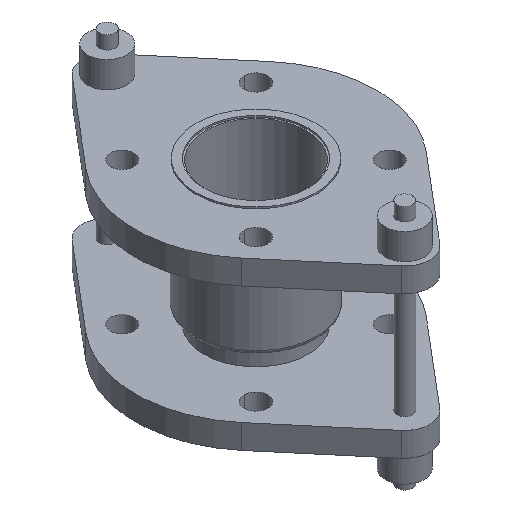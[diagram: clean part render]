
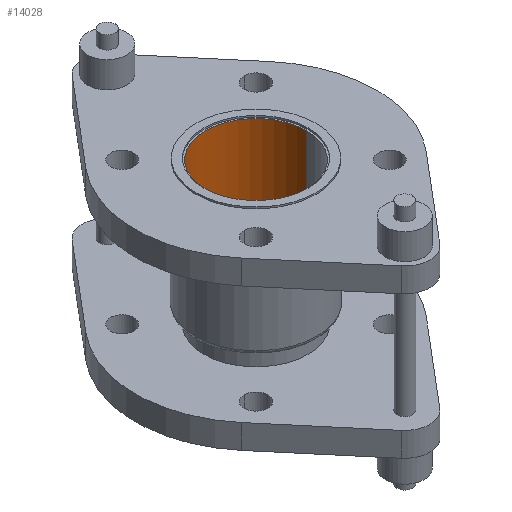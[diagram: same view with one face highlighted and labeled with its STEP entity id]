
A CAD part, isometric view. The second image highlights one B-rep face of the part: STEP entity #14028.
In plain terms, the highlighted cylindrical face has radius 38.7 mm (diameter 77.4 mm), a partial arc.
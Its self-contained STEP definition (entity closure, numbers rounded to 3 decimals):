
#805 = VERTEX_POINT ( 'NONE', #13479 ) ;
#1608 = CIRCLE ( 'NONE', #7819, 38.7 ) ;
#1826 = CARTESIAN_POINT ( 'NONE',  ( -38.7, 0., -127.6 ) ) ;
#4023 = LINE ( 'NONE', #24339, #28602 ) ;
#4638 = LINE ( 'NONE', #22092, #6293 ) ;
#6293 = VECTOR ( 'NONE', #24515, 1000. ) ;
#6903 = ORIENTED_EDGE ( 'NONE', *, *, #25162, .F. ) ;
#7819 = AXIS2_PLACEMENT_3D ( 'NONE', #31988, #9675, #19625 ) ;
#8016 = CYLINDRICAL_SURFACE ( 'NONE', #25571, 38.7 ) ;
#9675 = DIRECTION ( 'NONE',  ( 0., 0., 1. ) ) ;
#11558 = ORIENTED_EDGE ( 'NONE', *, *, #29841, .T. ) ;
#12371 = EDGE_CURVE ( 'NONE', #20977, #805, #4638, .T. ) ;
#12419 = DIRECTION ( 'NONE',  ( 0., 0., 1. ) ) ;
#13413 = VERTEX_POINT ( 'NONE', #15356 ) ;
#13479 = CARTESIAN_POINT ( 'NONE',  ( 38.7, 0., 0. ) ) ;
#14028 = ADVANCED_FACE ( 'NONE', ( #27898 ), #8016, .F. ) ;
#14709 = CARTESIAN_POINT ( 'NONE',  ( 0., 0., -127.6 ) ) ;
#15199 = DIRECTION ( 'NONE',  ( 0., 0., 1. ) ) ;
#15225 = ORIENTED_EDGE ( 'NONE', *, *, #12371, .T. ) ;
#15356 = CARTESIAN_POINT ( 'NONE',  ( -38.7, 0., 0. ) ) ;
#15932 = DIRECTION ( 'NONE',  ( 0., 0., 1. ) ) ;
#19625 = DIRECTION ( 'NONE',  ( 1., 0., 0. ) ) ;
#19919 = DIRECTION ( 'NONE',  ( 1., 0., 0. ) ) ;
#20094 = DIRECTION ( 'NONE',  ( 1., 0., 0. ) ) ;
#20977 = VERTEX_POINT ( 'NONE', #25337 ) ;
#21356 = EDGE_LOOP ( 'NONE', ( #26627, #6903, #15225, #11558 ) ) ;
#22092 = CARTESIAN_POINT ( 'NONE',  ( 38.7, 0., 10.973 ) ) ;
#24339 = CARTESIAN_POINT ( 'NONE',  ( -38.7, 0., 10.973 ) ) ;
#24515 = DIRECTION ( 'NONE',  ( 0., 0., 1. ) ) ;
#25162 = EDGE_CURVE ( 'NONE', #20977, #28124, #25554, .T. ) ;
#25337 = CARTESIAN_POINT ( 'NONE',  ( 38.7, 0., -127.6 ) ) ;
#25554 = CIRCLE ( 'NONE', #26606, 38.7 ) ;
#25571 = AXIS2_PLACEMENT_3D ( 'NONE', #27576, #15199, #20094 ) ;
#26606 = AXIS2_PLACEMENT_3D ( 'NONE', #14709, #12419, #19919 ) ;
#26627 = ORIENTED_EDGE ( 'NONE', *, *, #26884, .F. ) ;
#26884 = EDGE_CURVE ( 'NONE', #28124, #13413, #4023, .T. ) ;
#27576 = CARTESIAN_POINT ( 'NONE',  ( 0., 0., 10.973 ) ) ;
#27898 = FACE_OUTER_BOUND ( 'NONE', #21356, .T. ) ;
#28124 = VERTEX_POINT ( 'NONE', #1826 ) ;
#28602 = VECTOR ( 'NONE', #15932, 1000. ) ;
#29841 = EDGE_CURVE ( 'NONE', #805, #13413, #1608, .T. ) ;
#31988 = CARTESIAN_POINT ( 'NONE',  ( 0., 0., 0. ) ) ;
